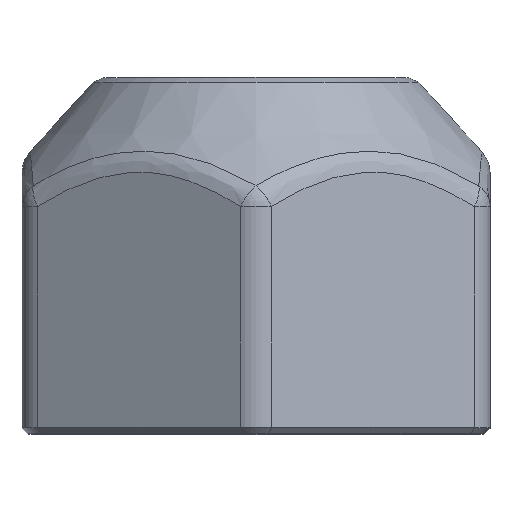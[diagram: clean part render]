
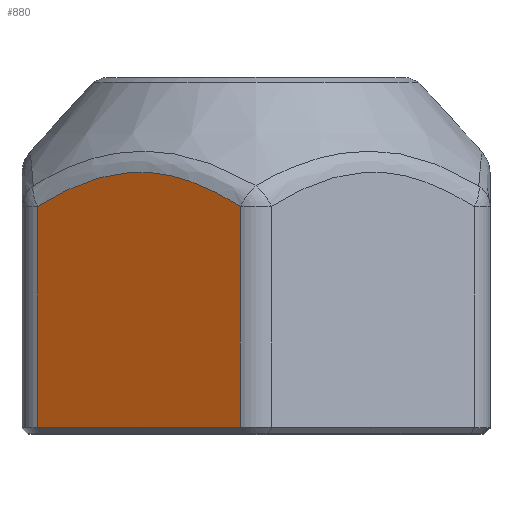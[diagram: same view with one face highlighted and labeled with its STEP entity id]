
A CAD part, top view. The second image highlights one B-rep face of the part: STEP entity #880.
In plain terms, the highlighted planar face has unit normal (-0.5, 0, 0.866).
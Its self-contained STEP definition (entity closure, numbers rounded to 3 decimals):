
#42=PLANE('',#991);
#93=FACE_OUTER_BOUND('',#155,.T.);
#155=EDGE_LOOP('',(#716,#717,#718,#719));
#251=B_SPLINE_CURVE_WITH_KNOTS('',3,(#1839,#1840,#1841,#1842,#1843,#1844,
#1845),.UNSPECIFIED.,.F.,.F.,(4,1,1,1,4),(0.899,1.351,
1.803,2.028,2.48),.UNSPECIFIED.);
#287=LINE('',#1781,#338);
#303=LINE('',#1834,#354);
#304=LINE('',#1838,#355);
#338=VECTOR('',#1144,10.);
#354=VECTOR('',#1196,10.);
#355=VECTOR('',#1201,10.);
#417=VERTEX_POINT('',#1775);
#418=VERTEX_POINT('',#1779);
#430=VERTEX_POINT('',#1833);
#431=VERTEX_POINT('',#1837);
#508=EDGE_CURVE('',#417,#418,#287,.T.);
#531=EDGE_CURVE('',#418,#430,#303,.T.);
#533=EDGE_CURVE('',#431,#417,#304,.T.);
#534=EDGE_CURVE('',#430,#431,#251,.T.);
#716=ORIENTED_EDGE('',*,*,#508,.F.);
#717=ORIENTED_EDGE('',*,*,#533,.F.);
#718=ORIENTED_EDGE('',*,*,#534,.F.);
#719=ORIENTED_EDGE('',*,*,#531,.F.);
#880=ADVANCED_FACE('',(#93),#42,.T.);
#991=AXIS2_PLACEMENT_3D('',#1836,#1199,#1200);
#1144=DIRECTION('',(-0.866,0.,-0.5));
#1196=DIRECTION('',(0.,1.,0.));
#1199=DIRECTION('center_axis',(-0.5,0.,0.866));
#1200=DIRECTION('ref_axis',(0.866,0.,0.5));
#1201=DIRECTION('',(0.,-1.,0.));
#1775=CARTESIAN_POINT('',(-1.,0.4,16.743));
#1779=CARTESIAN_POINT('',(-14.,0.4,9.238));
#1781=CARTESIAN_POINT('',(-11.25,0.4,10.825));
#1833=CARTESIAN_POINT('',(-14.,14.563,9.238));
#1834=CARTESIAN_POINT('',(-14.,0.,9.238));
#1836=CARTESIAN_POINT('Origin',(-15.,0.,8.66));
#1837=CARTESIAN_POINT('',(-1.,14.563,16.743));
#1838=CARTESIAN_POINT('',(-1.,0.,16.743));
#1839=CARTESIAN_POINT('Ctrl Pts',(-14.,14.563,9.238));
#1840=CARTESIAN_POINT('Ctrl Pts',(-12.856,15.286,9.898));
#1841=CARTESIAN_POINT('Ctrl Pts',(-10.458,16.538,11.282));
#1842=CARTESIAN_POINT('Ctrl Pts',(-7.162,16.933,13.185));
#1843=CARTESIAN_POINT('Ctrl Pts',(-3.943,16.211,15.044));
#1844=CARTESIAN_POINT('Ctrl Pts',(-2.144,15.286,16.083));
#1845=CARTESIAN_POINT('Ctrl Pts',(-1.,14.563,16.743));
